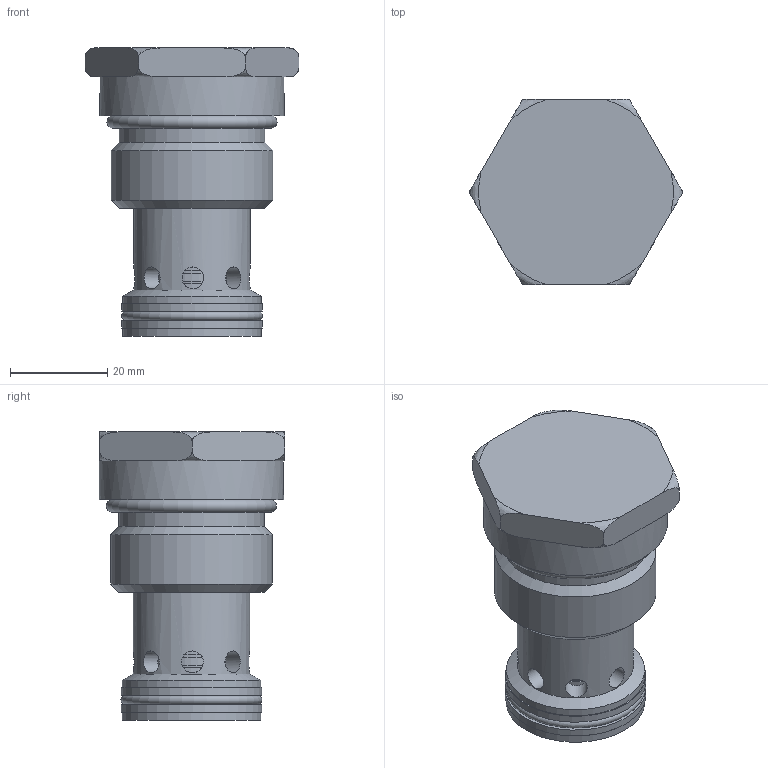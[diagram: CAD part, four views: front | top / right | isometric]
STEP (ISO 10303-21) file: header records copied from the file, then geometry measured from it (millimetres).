
FILE_DESCRIPTION(/* description */ ('Unknown'),/* implementation_level */ '2;1');
FILE_NAME(/* name */ '1435643_AP-2230-710LN-step',/* time_stamp */ '2021-03-11T15:54:43+01:00',/* author */ ('Unknown'),/* organization */ ('Unknown'),/* preprocessor_version */ 'ST-DEVELOPER v16.7',/* originating_system */ 'DEX',/* authorisation */ $);
FILE_SCHEMA (('AUTOMOTIVE_DESIGN {1 0 10303 214 3 1 1}'));
Length unit declared in the file: millimetre
Products named in the file (7): AP-2230-710LN; ZC-1910-264A; ZC-1910-264B; ZC-1910-264C; ZC-1910-264D; ZC-1910-264E; ZC-1910-264F
Assembly tree (7 placements, depth 2):
  AP-2230-710LN
    ZC-1910-264A
    ZC-1910-264B
    ZC-1910-264C
    ZC-1910-264D  x2
    ZC-1910-264E
    ZC-1910-264F
Bounding box: 44.08 x 38.24 x 59.4 mm (x, y, z)
Volume: 35928.5 mm3; surface area: 20552.6 mm2
Topology: 7 solids, 7 shells, 122 faces, 267 edges, 183 vertices
Faces by surface type: cylinder 52, plane 48, torus 14, cone 8
Full cylindrical faces by diameter (mm): 1 x1, 4.5 x8, 7 x1, 12 x1, 15 x11, 16 x13, 17.6 x1, 20 x1, 23.5 x1, 24 x1, 26 x4, 28.6 x3, 29 x3, 30 x1, 33.3 x1, 38 x1
Entity records: 3636 total; most frequent: CARTESIAN_POINT 896, DIRECTION 472, ORIENTED_EDGE 380, FACE_BOUND 228, EDGE_LOOP 226, AXIS2_PLACEMENT_3D 226, EDGE_CURVE 190, VERTEX_POINT 172
